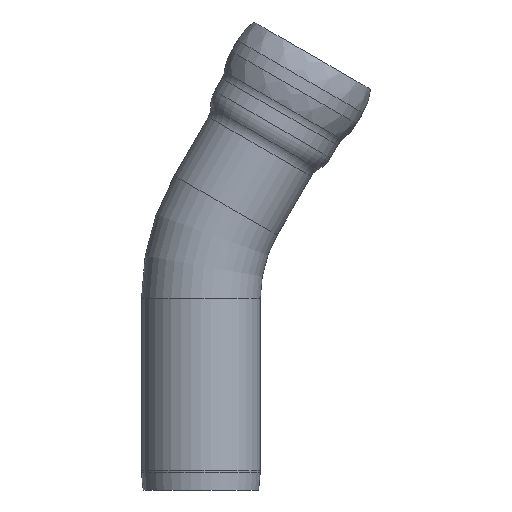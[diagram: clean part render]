
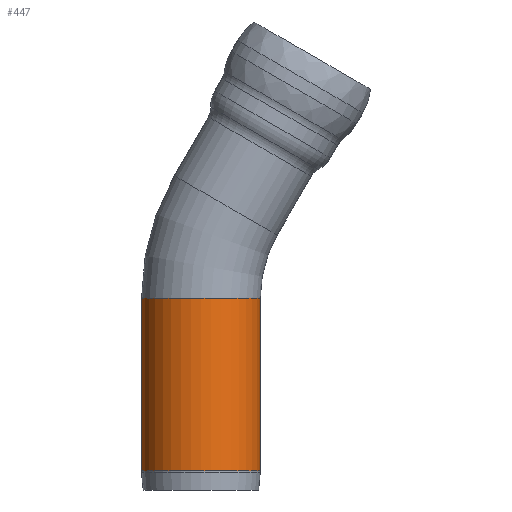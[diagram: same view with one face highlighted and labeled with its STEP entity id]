
A CAD part, front view. The second image highlights one B-rep face of the part: STEP entity #447.
In plain terms, the highlighted cylindrical face has radius 160 mm (diameter 320 mm), a full revolution.
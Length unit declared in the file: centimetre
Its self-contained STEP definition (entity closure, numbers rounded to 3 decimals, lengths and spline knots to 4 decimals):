
#25=CYLINDRICAL_SURFACE('',#522,16.);
#63=FACE_OUTER_BOUND('',#89,.T.);
#89=EDGE_LOOP('',(#402,#403,#404,#405,#406));
#102=LINE('',#938,#114);
#114=VECTOR('',#690,16.);
#159=CIRCLE('',#510,16.);
#167=CIRCLE('',#523,16.);
#168=CIRCLE('',#524,16.);
#203=VERTEX_POINT('',#910);
#210=VERTEX_POINT('',#934);
#211=VERTEX_POINT('',#935);
#264=EDGE_CURVE('',#203,#203,#159,.T.);
#275=EDGE_CURVE('',#210,#211,#167,.T.);
#276=EDGE_CURVE('',#211,#210,#168,.T.);
#277=EDGE_CURVE('',#211,#203,#102,.T.);
#402=ORIENTED_EDGE('',*,*,#275,.F.);
#403=ORIENTED_EDGE('',*,*,#276,.F.);
#404=ORIENTED_EDGE('',*,*,#277,.T.);
#405=ORIENTED_EDGE('',*,*,#264,.F.);
#406=ORIENTED_EDGE('',*,*,#277,.F.);
#447=ADVANCED_FACE('',(#63),#25,.T.);
#510=AXIS2_PLACEMENT_3D('',#912,#657,#658);
#522=AXIS2_PLACEMENT_3D('',#933,#684,#685);
#523=AXIS2_PLACEMENT_3D('',#936,#686,#687);
#524=AXIS2_PLACEMENT_3D('',#937,#688,#689);
#657=DIRECTION('center_axis',(0.,0.,1.));
#658=DIRECTION('ref_axis',(1.,0.,0.));
#684=DIRECTION('center_axis',(0.,0.,-1.));
#685=DIRECTION('ref_axis',(-1.,0.,0.));
#686=DIRECTION('center_axis',(0.,0.,-1.));
#687=DIRECTION('ref_axis',(1.,0.,0.));
#688=DIRECTION('center_axis',(0.,0.,-1.));
#689=DIRECTION('ref_axis',(1.,0.,0.));
#690=DIRECTION('',(0.,0.,1.));
#910=CARTESIAN_POINT('',(37.9249,195.5264,-11.4036));
#912=CARTESIAN_POINT('Origin',(21.9249,195.5264,-11.4036));
#933=CARTESIAN_POINT('Origin',(21.9249,195.5264,-55.4188));
#934=CARTESIAN_POINT('',(21.9249,179.5264,-57.8315));
#935=CARTESIAN_POINT('',(37.9249,195.5264,-57.8315));
#936=CARTESIAN_POINT('Origin',(21.9249,195.5264,-57.8315));
#937=CARTESIAN_POINT('Origin',(21.9249,195.5264,-57.8315));
#938=CARTESIAN_POINT('',(37.9249,195.5264,-55.4188));
